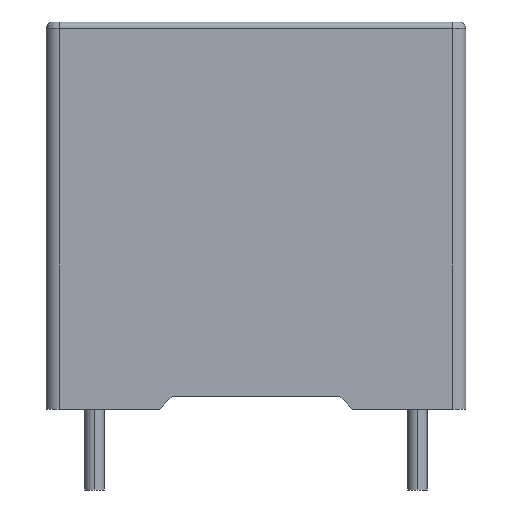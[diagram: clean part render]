
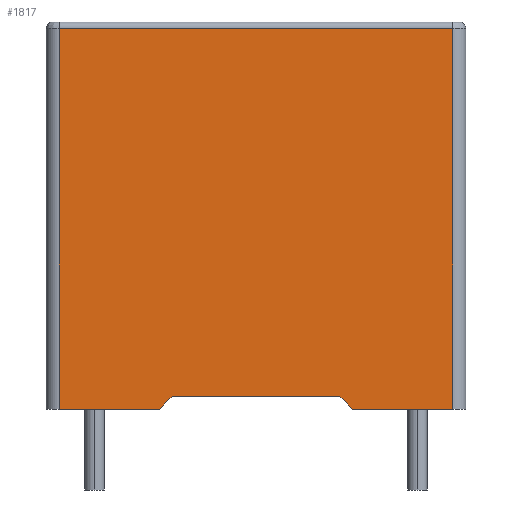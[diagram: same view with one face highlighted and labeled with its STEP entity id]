
A CAD part, front view. The second image highlights one B-rep face of the part: STEP entity #1817.
In plain terms, the highlighted planar face has unit normal (0, -1, 0).
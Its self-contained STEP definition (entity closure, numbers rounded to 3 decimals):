
#22 = EDGE_CURVE ( 'NONE', #1564, #815, #450, .T. ) ;
#41 = CARTESIAN_POINT ( 'NONE',  ( -6.5, -3., 0.01 ) ) ;
#82 = ORIENTED_EDGE ( 'NONE', *, *, #1889, .T. ) ;
#117 = VECTOR ( 'NONE', #2638, 1000. ) ;
#124 = DIRECTION ( 'NONE',  ( 1., 0., 0. ) ) ;
#184 = ORIENTED_EDGE ( 'NONE', *, *, #731, .T. ) ;
#212 = LINE ( 'NONE', #1142, #1257 ) ;
#318 = EDGE_CURVE ( 'NONE', #2937, #1564, #1579, .T. ) ;
#343 = LINE ( 'NONE', #1460, #547 ) ;
#421 = EDGE_LOOP ( 'NONE', ( #82, #1905, #447, #2268, #184, #2515, #2072, #1179 ) ) ;
#447 = ORIENTED_EDGE ( 'NONE', *, *, #22, .T. ) ;
#450 = LINE ( 'NONE', #1143, #2481 ) ;
#455 = CARTESIAN_POINT ( 'NONE',  ( 3., -3., 0.01 ) ) ;
#539 = CARTESIAN_POINT ( 'NONE',  ( -2.6, -3., 0.41 ) ) ;
#547 = VECTOR ( 'NONE', #124, 1000. ) ;
#567 = LINE ( 'NONE', #1867, #681 ) ;
#592 = CARTESIAN_POINT ( 'NONE',  ( 3., -3., 0.01 ) ) ;
#614 = VERTEX_POINT ( 'NONE', #455 ) ;
#644 = CARTESIAN_POINT ( 'NONE',  ( 6.1, -3., 11.81 ) ) ;
#681 = VECTOR ( 'NONE', #2096, 1000. ) ;
#731 = EDGE_CURVE ( 'NONE', #2559, #2103, #567, .T. ) ;
#815 = VERTEX_POINT ( 'NONE', #1639 ) ;
#819 = DIRECTION ( 'NONE',  ( 0., -1., 0. ) ) ;
#872 = CARTESIAN_POINT ( 'NONE',  ( -6.1, -3., 11.81 ) ) ;
#887 = AXIS2_PLACEMENT_3D ( 'NONE', #1010, #819, #1743 ) ;
#897 = LINE ( 'NONE', #942, #2761 ) ;
#941 = VECTOR ( 'NONE', #1884, 1000. ) ;
#942 = CARTESIAN_POINT ( 'NONE',  ( 2.6, -3., 0.41 ) ) ;
#948 = CARTESIAN_POINT ( 'NONE',  ( 0., -3., 11.81 ) ) ;
#988 = LINE ( 'NONE', #41, #941 ) ;
#1010 = CARTESIAN_POINT ( 'NONE',  ( 0., -3., 6.016 ) ) ;
#1040 = LINE ( 'NONE', #592, #117 ) ;
#1102 = EDGE_CURVE ( 'NONE', #1113, #614, #897, .T. ) ;
#1110 = DIRECTION ( 'NONE',  ( 0., 0., -1. ) ) ;
#1113 = VERTEX_POINT ( 'NONE', #1432 ) ;
#1142 = CARTESIAN_POINT ( 'NONE',  ( 6.1, -3., 6.016 ) ) ;
#1143 = CARTESIAN_POINT ( 'NONE',  ( -6.1, -3., 6.016 ) ) ;
#1152 = DIRECTION ( 'NONE',  ( -1., 0., 0. ) ) ;
#1179 = ORIENTED_EDGE ( 'NONE', *, *, #1760, .T. ) ;
#1257 = VECTOR ( 'NONE', #2040, 1000. ) ;
#1290 = VECTOR ( 'NONE', #1152, 1000. ) ;
#1365 = EDGE_CURVE ( 'NONE', #2103, #1113, #343, .T. ) ;
#1432 = CARTESIAN_POINT ( 'NONE',  ( 2.6, -3., 0.41 ) ) ;
#1460 = CARTESIAN_POINT ( 'NONE',  ( 0., -3., 0.41 ) ) ;
#1476 = PLANE ( 'NONE',  #887 ) ;
#1564 = VERTEX_POINT ( 'NONE', #872 ) ;
#1579 = LINE ( 'NONE', #948, #1290 ) ;
#1639 = CARTESIAN_POINT ( 'NONE',  ( -6.1, -3., 0.01 ) ) ;
#1743 = DIRECTION ( 'NONE',  ( 0., 0., -1. ) ) ;
#1760 = EDGE_CURVE ( 'NONE', #614, #2530, #1040, .T. ) ;
#1817 = ADVANCED_FACE ( 'NONE', ( #2407 ), #1476, .T. ) ;
#1867 = CARTESIAN_POINT ( 'NONE',  ( -3., -3., 0.01 ) ) ;
#1884 = DIRECTION ( 'NONE',  ( 1., 0., 0. ) ) ;
#1889 = EDGE_CURVE ( 'NONE', #2530, #2937, #212, .T. ) ;
#1905 = ORIENTED_EDGE ( 'NONE', *, *, #318, .T. ) ;
#2040 = DIRECTION ( 'NONE',  ( 0., 0., 1. ) ) ;
#2045 = CARTESIAN_POINT ( 'NONE',  ( 6.1, -3., 0.01 ) ) ;
#2072 = ORIENTED_EDGE ( 'NONE', *, *, #1102, .T. ) ;
#2096 = DIRECTION ( 'NONE',  ( 0.707, 0., 0.707 ) ) ;
#2103 = VERTEX_POINT ( 'NONE', #539 ) ;
#2268 = ORIENTED_EDGE ( 'NONE', *, *, #2406, .T. ) ;
#2406 = EDGE_CURVE ( 'NONE', #815, #2559, #988, .T. ) ;
#2407 = FACE_OUTER_BOUND ( 'NONE', #421, .T. ) ;
#2481 = VECTOR ( 'NONE', #1110, 1000. ) ;
#2515 = ORIENTED_EDGE ( 'NONE', *, *, #1365, .T. ) ;
#2530 = VERTEX_POINT ( 'NONE', #2045 ) ;
#2559 = VERTEX_POINT ( 'NONE', #2905 ) ;
#2638 = DIRECTION ( 'NONE',  ( 1., 0., 0. ) ) ;
#2740 = DIRECTION ( 'NONE',  ( 0.707, 0., -0.707 ) ) ;
#2761 = VECTOR ( 'NONE', #2740, 1000. ) ;
#2905 = CARTESIAN_POINT ( 'NONE',  ( -3., -3., 0.01 ) ) ;
#2937 = VERTEX_POINT ( 'NONE', #644 ) ;
